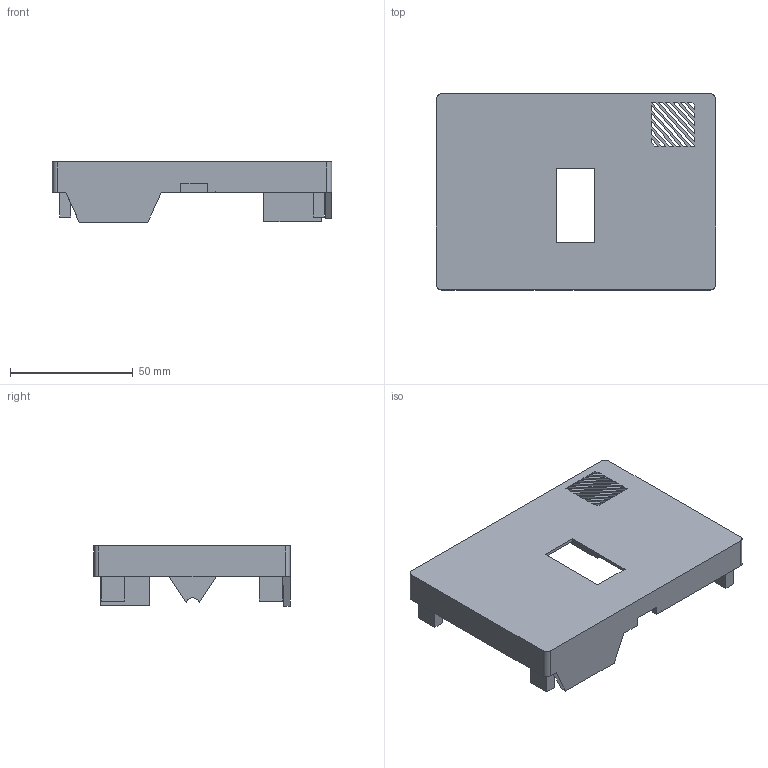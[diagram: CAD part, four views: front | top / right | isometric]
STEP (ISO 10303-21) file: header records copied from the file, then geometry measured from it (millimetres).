
FILE_DESCRIPTION(/* description */ (''),/* implementation_level */ '2;1');
FILE_NAME(/* name */ '20240709_Step_Export_Oberteil.step',/* time_stamp */ '2024-07-09T07:02:25+02:00',/* author */ (''),/* organization */ (''),/* preprocessor_version */ 'ST-DEVELOPER v20',/* originating_system */ 'Autodesk Translation Framework v13.14.0.145',/* authorisation */ '');
FILE_SCHEMA (('AUTOMOTIVE_DESIGN { 1 0 10303 214 3 1 1 }'));
Length unit declared in the file: millimetre
Products named in the file (1): 20240418_Komponente5955
Bounding box: 113.92 x 80 x 24.58 mm (x, y, z)
Volume: 35938.3 mm3; surface area: 30241.1 mm2
Topology: 1 solids, 1 shells, 105 faces, 321 edges, 214 vertices
Faces by surface type: plane 99, cylinder 6
Entity records: 3615 total; most frequent: ORIENTED_EDGE 642, CARTESIAN_POINT 641, DIRECTION 545, EDGE_CURVE 321, LINE 309, VECTOR 309, VERTEX_POINT 214, EDGE_LOOP 125
